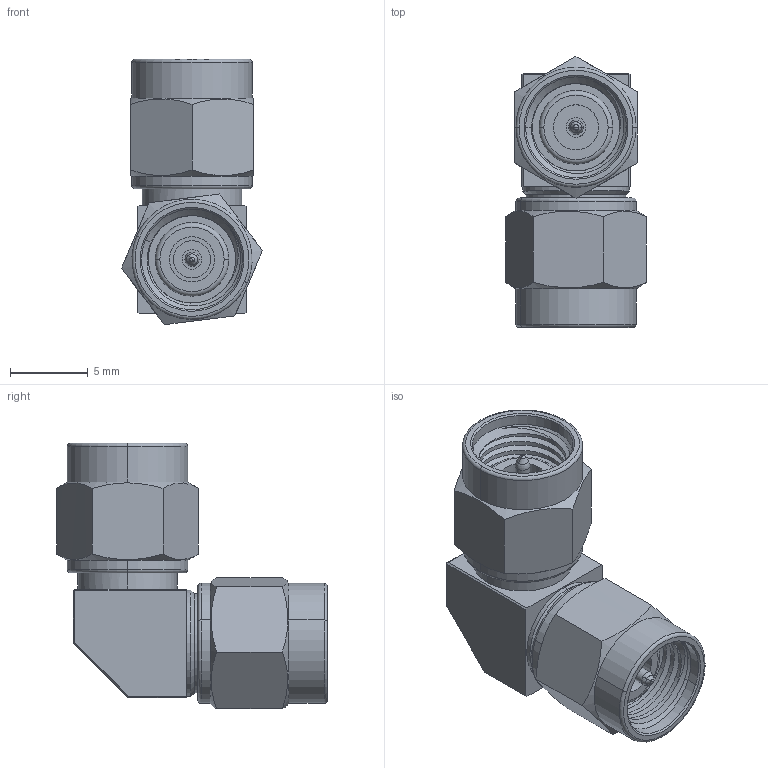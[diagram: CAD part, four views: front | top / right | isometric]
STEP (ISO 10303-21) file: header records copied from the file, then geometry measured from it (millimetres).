
FILE_DESCRIPTION (( 'STEP AP214' ), '1' );
FILE_NAME ('CT-KMKM-R-LN1.STEP', '2025-01-16T18:44:28', ( '' ), ( '' ), 'SwSTEP 2.0', 'SolidWorks 2021', '' );
FILE_SCHEMA (( 'AUTOMOTIVE_DESIGN' ));
Length unit declared in the file: inch
Products named in the file (1): CT-KMKM-R-LN1
Bounding box: 9.08 x 17.46 x 17.12 mm (x, y, z)
Volume: 942.5 mm3; surface area: 1741.1 mm2
Topology: 1 solids, 3 shells, 232 faces, 539 edges, 335 vertices
Faces by surface type: cylinder 97, plane 75, cone 36, torus 18, bspline 4, sphere 2
Entity records: 9333 total; most frequent: CARTESIAN_POINT 4024, DIRECTION 1149, ORIENTED_EDGE 1072, EDGE_CURVE 536, AXIS2_PLACEMENT_3D 469, VERTEX_POINT 334, EDGE_LOOP 262, CIRCLE 240
